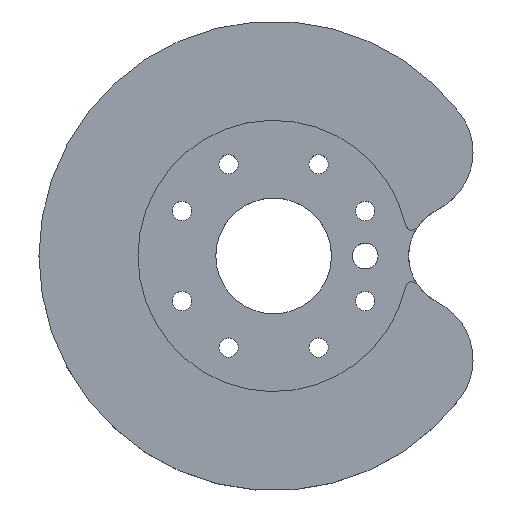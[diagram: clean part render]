
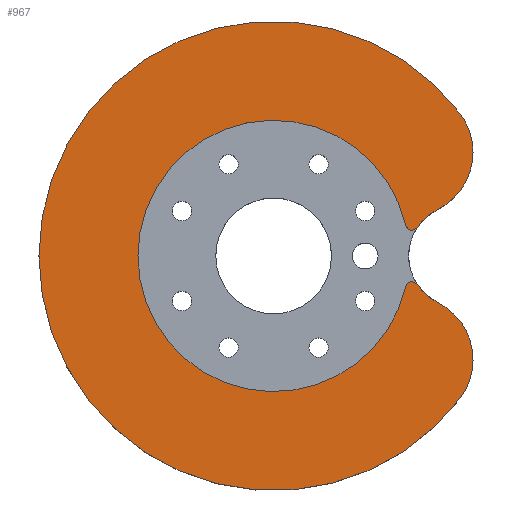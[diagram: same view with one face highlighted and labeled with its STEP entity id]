
A CAD part, top view. The second image highlights one B-rep face of the part: STEP entity #967.
In plain terms, the highlighted planar face has unit normal (0, 0, 1).
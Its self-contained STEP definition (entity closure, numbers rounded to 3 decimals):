
#29 = AXIS2_PLACEMENT_3D ( 'NONE', #670, #1680, #817 ) ;
#33 = DIRECTION ( 'NONE',  ( 0., 0., 1. ) ) ;
#60 = CIRCLE ( 'NONE', #834, 5. ) ;
#75 = CARTESIAN_POINT ( 'NONE',  ( 12.727, -3.586, 3. ) ) ;
#115 = CARTESIAN_POINT ( 'NONE',  ( 10.511, 8.068, 3. ) ) ;
#117 = VERTEX_POINT ( 'NONE', #512 ) ;
#271 = CIRCLE ( 'NONE', #1264, 0.5 ) ;
#274 = DIRECTION ( 'NONE',  ( 1., 0., 0. ) ) ;
#277 = DIRECTION ( 'NONE',  ( 0., 0., 1. ) ) ;
#283 = EDGE_LOOP ( 'NONE', ( #1061, #346, #504, #1843, #939, #1915, #935, #330, #1194, #299 ) ) ;
#288 = CIRCLE ( 'NONE', #294, 18.25 ) ;
#294 = AXIS2_PLACEMENT_3D ( 'NONE', #1766, #913, #1910 ) ;
#299 = ORIENTED_EDGE ( 'NONE', *, *, #1753, .T. ) ;
#324 = CARTESIAN_POINT ( 'NONE',  ( 14.477, -11.112, 3. ) ) ;
#325 = DIRECTION ( 'NONE',  ( 0., 0., 1. ) ) ;
#328 = VERTEX_POINT ( 'NONE', #324 ) ;
#330 = ORIENTED_EDGE ( 'NONE', *, *, #1139, .T. ) ;
#332 = VERTEX_POINT ( 'NONE', #466 ) ;
#346 = ORIENTED_EDGE ( 'NONE', *, *, #1294, .T. ) ;
#383 = VERTEX_POINT ( 'NONE', #1871 ) ;
#413 = CIRCLE ( 'NONE', #29, 0.5 ) ;
#423 = CARTESIAN_POINT ( 'NONE',  ( 10.511, 8.068, 3. ) ) ;
#424 = CARTESIAN_POINT ( 'NONE',  ( 14.477, 11.112, 3. ) ) ;
#466 = CARTESIAN_POINT ( 'NONE',  ( 11.177, -2.227, 3. ) ) ;
#504 = ORIENTED_EDGE ( 'NONE', *, *, #1483, .F. ) ;
#512 = CARTESIAN_POINT ( 'NONE',  ( 10.275, -2.392, 3. ) ) ;
#537 = CARTESIAN_POINT ( 'NONE',  ( 11.177, 2.227, 3. ) ) ;
#544 = VERTEX_POINT ( 'NONE', #862 ) ;
#561 = CARTESIAN_POINT ( 'NONE',  ( 0., 0., 3. ) ) ;
#574 = DIRECTION ( 'NONE',  ( 1., 0., 0. ) ) ;
#595 = DIRECTION ( 'NONE',  ( 0., 0., 1. ) ) ;
#612 = AXIS2_PLACEMENT_3D ( 'NONE', #561, #1577, #709 ) ;
#621 = CARTESIAN_POINT ( 'NONE',  ( 14.5, 0., 3. ) ) ;
#635 = AXIS2_PLACEMENT_3D ( 'NONE', #423, #1456, #574 ) ;
#667 = EDGE_CURVE ( 'NONE', #383, #871, #1887, .T. ) ;
#670 = CARTESIAN_POINT ( 'NONE',  ( 10.762, 2.506, 3. ) ) ;
#700 = PLANE ( 'NONE',  #612 ) ;
#709 = DIRECTION ( 'NONE',  ( 1., 0., 0. ) ) ;
#725 = CARTESIAN_POINT ( 'NONE',  ( 14.5, 0., 3. ) ) ;
#770 = DIRECTION ( 'NONE',  ( 1., 0., 0. ) ) ;
#781 = VERTEX_POINT ( 'NONE', #811 ) ;
#811 = CARTESIAN_POINT ( 'NONE',  ( 10.275, 2.392, 3. ) ) ;
#817 = DIRECTION ( 'NONE',  ( 1., 0., 0. ) ) ;
#834 = AXIS2_PLACEMENT_3D ( 'NONE', #115, #1172, #274 ) ;
#862 = CARTESIAN_POINT ( 'NONE',  ( 15.511, 8.068, 3. ) ) ;
#871 = VERTEX_POINT ( 'NONE', #537 ) ;
#880 = DIRECTION ( 'NONE',  ( 1., 0., 0. ) ) ;
#910 = AXIS2_PLACEMENT_3D ( 'NONE', #725, #1729, #880 ) ;
#913 = DIRECTION ( 'NONE',  ( 0., 0., 1. ) ) ;
#914 = VERTEX_POINT ( 'NONE', #75 ) ;
#935 = ORIENTED_EDGE ( 'NONE', *, *, #1432, .T. ) ;
#939 = ORIENTED_EDGE ( 'NONE', *, *, #667, .F. ) ;
#953 = CARTESIAN_POINT ( 'NONE',  ( 10.511, -8.068, 3. ) ) ;
#967 = ADVANCED_FACE ( 'NONE', ( #1492 ), #700, .T. ) ;
#1000 = VERTEX_POINT ( 'NONE', #424 ) ;
#1032 = AXIS2_PLACEMENT_3D ( 'NONE', #1178, #277, #1318 ) ;
#1034 = EDGE_CURVE ( 'NONE', #332, #914, #1406, .T. ) ;
#1061 = ORIENTED_EDGE ( 'NONE', *, *, #1034, .F. ) ;
#1107 = DIRECTION ( 'NONE',  ( 1., 0., 0. ) ) ;
#1139 = EDGE_CURVE ( 'NONE', #1000, #1445, #1623, .T. ) ;
#1172 = DIRECTION ( 'NONE',  ( 0., 0., 1. ) ) ;
#1178 = CARTESIAN_POINT ( 'NONE',  ( 0., 0., 3. ) ) ;
#1194 = ORIENTED_EDGE ( 'NONE', *, *, #1631, .T. ) ;
#1214 = CARTESIAN_POINT ( 'NONE',  ( 10.762, -2.506, 3. ) ) ;
#1223 = CIRCLE ( 'NONE', #1032, 10.55 ) ;
#1244 = CIRCLE ( 'NONE', #1573, 5. ) ;
#1264 = AXIS2_PLACEMENT_3D ( 'NONE', #1214, #325, #1364 ) ;
#1267 = CIRCLE ( 'NONE', #635, 5. ) ;
#1294 = EDGE_CURVE ( 'NONE', #332, #117, #271, .T. ) ;
#1318 = DIRECTION ( 'NONE',  ( 1., 0., 0. ) ) ;
#1364 = DIRECTION ( 'NONE',  ( 1., 0., 0. ) ) ;
#1391 = AXIS2_PLACEMENT_3D ( 'NONE', #621, #1630, #770 ) ;
#1406 = CIRCLE ( 'NONE', #910, 4. ) ;
#1432 = EDGE_CURVE ( 'NONE', #544, #1000, #1267, .T. ) ;
#1436 = EDGE_CURVE ( 'NONE', #383, #544, #60, .T. ) ;
#1445 = VERTEX_POINT ( 'NONE', #1588 ) ;
#1456 = DIRECTION ( 'NONE',  ( 0., 0., 1. ) ) ;
#1474 = CARTESIAN_POINT ( 'NONE',  ( 0., 0., 3. ) ) ;
#1483 = EDGE_CURVE ( 'NONE', #781, #117, #1223, .T. ) ;
#1492 = FACE_OUTER_BOUND ( 'NONE', #283, .T. ) ;
#1573 = AXIS2_PLACEMENT_3D ( 'NONE', #953, #33, #1107 ) ;
#1577 = DIRECTION ( 'NONE',  ( 0., 0., 1. ) ) ;
#1588 = CARTESIAN_POINT ( 'NONE',  ( -18.25, 0., 3. ) ) ;
#1605 = DIRECTION ( 'NONE',  ( 1., 0., 0. ) ) ;
#1623 = CIRCLE ( 'NONE', #1674, 18.25 ) ;
#1630 = DIRECTION ( 'NONE',  ( 0., 0., 1. ) ) ;
#1631 = EDGE_CURVE ( 'NONE', #1445, #328, #288, .T. ) ;
#1674 = AXIS2_PLACEMENT_3D ( 'NONE', #1474, #595, #1605 ) ;
#1680 = DIRECTION ( 'NONE',  ( 0., 0., 1. ) ) ;
#1729 = DIRECTION ( 'NONE',  ( 0., 0., 1. ) ) ;
#1753 = EDGE_CURVE ( 'NONE', #328, #914, #1244, .T. ) ;
#1766 = CARTESIAN_POINT ( 'NONE',  ( 0., 0., 3. ) ) ;
#1789 = EDGE_CURVE ( 'NONE', #781, #871, #413, .T. ) ;
#1843 = ORIENTED_EDGE ( 'NONE', *, *, #1789, .T. ) ;
#1871 = CARTESIAN_POINT ( 'NONE',  ( 12.727, 3.586, 3. ) ) ;
#1887 = CIRCLE ( 'NONE', #1391, 4. ) ;
#1910 = DIRECTION ( 'NONE',  ( 1., 0., 0. ) ) ;
#1915 = ORIENTED_EDGE ( 'NONE', *, *, #1436, .T. ) ;
